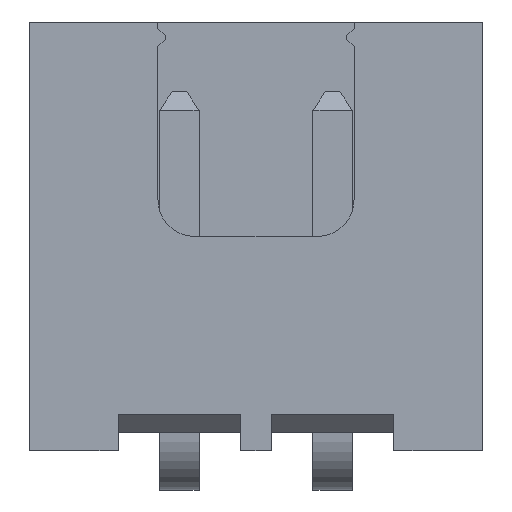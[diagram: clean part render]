
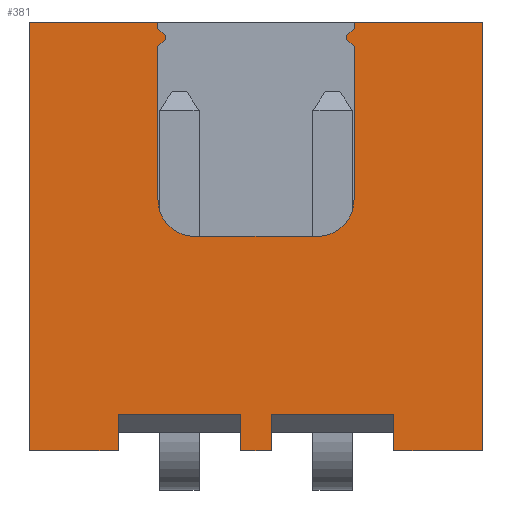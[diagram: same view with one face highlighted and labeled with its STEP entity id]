
A CAD part, front view. The second image highlights one B-rep face of the part: STEP entity #381.
In plain terms, the highlighted planar face has unit normal (0, -1, 0).
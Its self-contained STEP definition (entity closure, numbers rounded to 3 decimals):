
#66 = VERTEX_POINT('',#67);
#67 = CARTESIAN_POINT('',(3.7,-2.875,0.));
#73 = EDGE_CURVE('',#66,#74,#76,.T.);
#74 = VERTEX_POINT('',#75);
#75 = CARTESIAN_POINT('',(3.7,-2.875,7.));
#76 = LINE('',#77,#78);
#77 = CARTESIAN_POINT('',(3.7,-2.875,0.));
#78 = VECTOR('',#79,1.);
#79 = DIRECTION('',(0.,0.,1.));
#337 = EDGE_CURVE('',#338,#66,#340,.T.);
#338 = VERTEX_POINT('',#339);
#339 = CARTESIAN_POINT('',(2.25,-2.875,0.));
#340 = LINE('',#341,#342);
#341 = CARTESIAN_POINT('',(-3.7,-2.875,0.));
#342 = VECTOR('',#343,1.);
#343 = DIRECTION('',(1.,0.,0.));
#381 = ADVANCED_FACE('',(#382),#630,.F.);
#382 = FACE_BOUND('',#383,.F.);
#383 = EDGE_LOOP('',(#384,#394,#402,#411,#417,#418,#419,#427,#435,#443,
    #451,#459,#467,#475,#483,#491,#499,#507,#515,#523,#531,#540,#548,
    #556,#565,#573,#581,#590,#598,#607,#615,#623));
#384 = ORIENTED_EDGE('',*,*,#385,.T.);
#385 = EDGE_CURVE('',#386,#388,#390,.T.);
#386 = VERTEX_POINT('',#387);
#387 = CARTESIAN_POINT('',(1.485,-2.875,6.785));
#388 = VERTEX_POINT('',#389);
#389 = CARTESIAN_POINT('',(1.6,-2.875,6.9));
#390 = LINE('',#391,#392);
#391 = CARTESIAN_POINT('',(1.45,-2.875,6.75));
#392 = VECTOR('',#393,1.);
#393 = DIRECTION('',(0.707,0.,0.707));
#394 = ORIENTED_EDGE('',*,*,#395,.F.);
#395 = EDGE_CURVE('',#396,#388,#398,.T.);
#396 = VERTEX_POINT('',#397);
#397 = CARTESIAN_POINT('',(1.6,-2.875,6.95));
#398 = LINE('',#399,#400);
#399 = CARTESIAN_POINT('',(1.6,-2.875,7.));
#400 = VECTOR('',#401,1.);
#401 = DIRECTION('',(0.,0.,-1.));
#402 = ORIENTED_EDGE('',*,*,#403,.F.);
#403 = EDGE_CURVE('',#404,#396,#406,.T.);
#404 = VERTEX_POINT('',#405);
#405 = CARTESIAN_POINT('',(1.65,-2.875,7.));
#406 = CIRCLE('',#407,0.05);
#407 = AXIS2_PLACEMENT_3D('',#408,#409,#410);
#408 = CARTESIAN_POINT('',(1.65,-2.875,6.95));
#409 = DIRECTION('',(0.,-1.,0.));
#410 = DIRECTION('',(0.,0.,1.));
#411 = ORIENTED_EDGE('',*,*,#412,.T.);
#412 = EDGE_CURVE('',#404,#74,#413,.T.);
#413 = LINE('',#414,#415);
#414 = CARTESIAN_POINT('',(-3.7,-2.875,7.));
#415 = VECTOR('',#416,1.);
#416 = DIRECTION('',(1.,0.,0.));
#417 = ORIENTED_EDGE('',*,*,#73,.F.);
#418 = ORIENTED_EDGE('',*,*,#337,.F.);
#419 = ORIENTED_EDGE('',*,*,#420,.F.);
#420 = EDGE_CURVE('',#421,#338,#423,.T.);
#421 = VERTEX_POINT('',#422);
#422 = CARTESIAN_POINT('',(2.25,-2.875,0.3));
#423 = LINE('',#424,#425);
#424 = CARTESIAN_POINT('',(2.25,-2.875,0.3));
#425 = VECTOR('',#426,1.);
#426 = DIRECTION('',(0.,0.,-1.));
#427 = ORIENTED_EDGE('',*,*,#428,.T.);
#428 = EDGE_CURVE('',#421,#429,#431,.T.);
#429 = VERTEX_POINT('',#430);
#430 = CARTESIAN_POINT('',(2.25,-2.875,0.6));
#431 = LINE('',#432,#433);
#432 = CARTESIAN_POINT('',(2.25,-2.875,0.15));
#433 = VECTOR('',#434,1.);
#434 = DIRECTION('',(0.,0.,1.));
#435 = ORIENTED_EDGE('',*,*,#436,.F.);
#436 = EDGE_CURVE('',#437,#429,#439,.T.);
#437 = VERTEX_POINT('',#438);
#438 = CARTESIAN_POINT('',(0.25,-2.875,0.6));
#439 = LINE('',#440,#441);
#440 = CARTESIAN_POINT('',(0.25,-2.875,0.6));
#441 = VECTOR('',#442,1.);
#442 = DIRECTION('',(1.,0.,0.));
#443 = ORIENTED_EDGE('',*,*,#444,.F.);
#444 = EDGE_CURVE('',#445,#437,#447,.T.);
#445 = VERTEX_POINT('',#446);
#446 = CARTESIAN_POINT('',(0.25,-2.875,0.3));
#447 = LINE('',#448,#449);
#448 = CARTESIAN_POINT('',(0.25,-2.875,0.));
#449 = VECTOR('',#450,1.);
#450 = DIRECTION('',(0.,0.,1.));
#451 = ORIENTED_EDGE('',*,*,#452,.F.);
#452 = EDGE_CURVE('',#453,#445,#455,.T.);
#453 = VERTEX_POINT('',#454);
#454 = CARTESIAN_POINT('',(0.25,-2.875,0.));
#455 = LINE('',#456,#457);
#456 = CARTESIAN_POINT('',(0.25,-2.875,0.));
#457 = VECTOR('',#458,1.);
#458 = DIRECTION('',(0.,0.,1.));
#459 = ORIENTED_EDGE('',*,*,#460,.F.);
#460 = EDGE_CURVE('',#461,#453,#463,.T.);
#461 = VERTEX_POINT('',#462);
#462 = CARTESIAN_POINT('',(-0.25,-2.875,0.));
#463 = LINE('',#464,#465);
#464 = CARTESIAN_POINT('',(-3.7,-2.875,0.));
#465 = VECTOR('',#466,1.);
#466 = DIRECTION('',(1.,0.,0.));
#467 = ORIENTED_EDGE('',*,*,#468,.T.);
#468 = EDGE_CURVE('',#461,#469,#471,.T.);
#469 = VERTEX_POINT('',#470);
#470 = CARTESIAN_POINT('',(-0.25,-2.875,0.3));
#471 = LINE('',#472,#473);
#472 = CARTESIAN_POINT('',(-0.25,-2.875,0.));
#473 = VECTOR('',#474,1.);
#474 = DIRECTION('',(0.,0.,1.));
#475 = ORIENTED_EDGE('',*,*,#476,.T.);
#476 = EDGE_CURVE('',#469,#477,#479,.T.);
#477 = VERTEX_POINT('',#478);
#478 = CARTESIAN_POINT('',(-0.25,-2.875,0.6));
#479 = LINE('',#480,#481);
#480 = CARTESIAN_POINT('',(-0.25,-2.875,0.));
#481 = VECTOR('',#482,1.);
#482 = DIRECTION('',(0.,0.,1.));
#483 = ORIENTED_EDGE('',*,*,#484,.T.);
#484 = EDGE_CURVE('',#477,#485,#487,.T.);
#485 = VERTEX_POINT('',#486);
#486 = CARTESIAN_POINT('',(-2.25,-2.875,0.6));
#487 = LINE('',#488,#489);
#488 = CARTESIAN_POINT('',(-0.25,-2.875,0.6));
#489 = VECTOR('',#490,1.);
#490 = DIRECTION('',(-1.,0.,0.));
#491 = ORIENTED_EDGE('',*,*,#492,.F.);
#492 = EDGE_CURVE('',#493,#485,#495,.T.);
#493 = VERTEX_POINT('',#494);
#494 = CARTESIAN_POINT('',(-2.25,-2.875,0.3));
#495 = LINE('',#496,#497);
#496 = CARTESIAN_POINT('',(-2.25,-2.875,0.15));
#497 = VECTOR('',#498,1.);
#498 = DIRECTION('',(0.,0.,1.));
#499 = ORIENTED_EDGE('',*,*,#500,.T.);
#500 = EDGE_CURVE('',#493,#501,#503,.T.);
#501 = VERTEX_POINT('',#502);
#502 = CARTESIAN_POINT('',(-2.25,-2.875,0.));
#503 = LINE('',#504,#505);
#504 = CARTESIAN_POINT('',(-2.25,-2.875,0.3));
#505 = VECTOR('',#506,1.);
#506 = DIRECTION('',(0.,0.,-1.));
#507 = ORIENTED_EDGE('',*,*,#508,.F.);
#508 = EDGE_CURVE('',#509,#501,#511,.T.);
#509 = VERTEX_POINT('',#510);
#510 = CARTESIAN_POINT('',(-3.7,-2.875,0.));
#511 = LINE('',#512,#513);
#512 = CARTESIAN_POINT('',(-3.7,-2.875,0.));
#513 = VECTOR('',#514,1.);
#514 = DIRECTION('',(1.,0.,0.));
#515 = ORIENTED_EDGE('',*,*,#516,.T.);
#516 = EDGE_CURVE('',#509,#517,#519,.T.);
#517 = VERTEX_POINT('',#518);
#518 = CARTESIAN_POINT('',(-3.7,-2.875,7.));
#519 = LINE('',#520,#521);
#520 = CARTESIAN_POINT('',(-3.7,-2.875,0.));
#521 = VECTOR('',#522,1.);
#522 = DIRECTION('',(0.,0.,1.));
#523 = ORIENTED_EDGE('',*,*,#524,.T.);
#524 = EDGE_CURVE('',#517,#525,#527,.T.);
#525 = VERTEX_POINT('',#526);
#526 = CARTESIAN_POINT('',(-1.65,-2.875,7.));
#527 = LINE('',#528,#529);
#528 = CARTESIAN_POINT('',(-3.7,-2.875,7.));
#529 = VECTOR('',#530,1.);
#530 = DIRECTION('',(1.,0.,0.));
#531 = ORIENTED_EDGE('',*,*,#532,.T.);
#532 = EDGE_CURVE('',#525,#533,#535,.T.);
#533 = VERTEX_POINT('',#534);
#534 = CARTESIAN_POINT('',(-1.6,-2.875,6.95));
#535 = CIRCLE('',#536,0.05);
#536 = AXIS2_PLACEMENT_3D('',#537,#538,#539);
#537 = CARTESIAN_POINT('',(-1.65,-2.875,6.95));
#538 = DIRECTION('',(0.,1.,0.));
#539 = DIRECTION('',(0.,0.,1.));
#540 = ORIENTED_EDGE('',*,*,#541,.T.);
#541 = EDGE_CURVE('',#533,#542,#544,.T.);
#542 = VERTEX_POINT('',#543);
#543 = CARTESIAN_POINT('',(-1.6,-2.875,6.9));
#544 = LINE('',#545,#546);
#545 = CARTESIAN_POINT('',(-1.6,-2.875,7.));
#546 = VECTOR('',#547,1.);
#547 = DIRECTION('',(0.,0.,-1.));
#548 = ORIENTED_EDGE('',*,*,#549,.F.);
#549 = EDGE_CURVE('',#550,#542,#552,.T.);
#550 = VERTEX_POINT('',#551);
#551 = CARTESIAN_POINT('',(-1.485,-2.875,6.785));
#552 = LINE('',#553,#554);
#553 = CARTESIAN_POINT('',(-1.45,-2.875,6.75));
#554 = VECTOR('',#555,1.);
#555 = DIRECTION('',(-0.707,0.,0.707));
#556 = ORIENTED_EDGE('',*,*,#557,.F.);
#557 = EDGE_CURVE('',#558,#550,#560,.T.);
#558 = VERTEX_POINT('',#559);
#559 = CARTESIAN_POINT('',(-1.485,-2.875,6.715));
#560 = CIRCLE('',#561,0.05);
#561 = AXIS2_PLACEMENT_3D('',#562,#563,#564);
#562 = CARTESIAN_POINT('',(-1.521,-2.875,6.75));
#563 = DIRECTION('',(0.,-1.,0.));
#564 = DIRECTION('',(0.,0.,1.));
#565 = ORIENTED_EDGE('',*,*,#566,.T.);
#566 = EDGE_CURVE('',#558,#567,#569,.T.);
#567 = VERTEX_POINT('',#568);
#568 = CARTESIAN_POINT('',(-1.6,-2.875,6.6));
#569 = LINE('',#570,#571);
#570 = CARTESIAN_POINT('',(-1.45,-2.875,6.75));
#571 = VECTOR('',#572,1.);
#572 = DIRECTION('',(-0.707,-0.,-0.707));
#573 = ORIENTED_EDGE('',*,*,#574,.T.);
#574 = EDGE_CURVE('',#567,#575,#577,.T.);
#575 = VERTEX_POINT('',#576);
#576 = CARTESIAN_POINT('',(-1.6,-2.875,4.1));
#577 = LINE('',#578,#579);
#578 = CARTESIAN_POINT('',(-1.6,-2.875,6.6));
#579 = VECTOR('',#580,1.);
#580 = DIRECTION('',(0.,0.,-1.));
#581 = ORIENTED_EDGE('',*,*,#582,.T.);
#582 = EDGE_CURVE('',#575,#583,#585,.T.);
#583 = VERTEX_POINT('',#584);
#584 = CARTESIAN_POINT('',(-1.,-2.875,3.5));
#585 = CIRCLE('',#586,0.6);
#586 = AXIS2_PLACEMENT_3D('',#587,#588,#589);
#587 = CARTESIAN_POINT('',(-1.,-2.875,4.1));
#588 = DIRECTION('',(0.,-1.,0.));
#589 = DIRECTION('',(1.,0.,0.));
#590 = ORIENTED_EDGE('',*,*,#591,.T.);
#591 = EDGE_CURVE('',#583,#592,#594,.T.);
#592 = VERTEX_POINT('',#593);
#593 = CARTESIAN_POINT('',(1.,-2.875,3.5));
#594 = LINE('',#595,#596);
#595 = CARTESIAN_POINT('',(-1.,-2.875,3.5));
#596 = VECTOR('',#597,1.);
#597 = DIRECTION('',(1.,0.,0.));
#598 = ORIENTED_EDGE('',*,*,#599,.T.);
#599 = EDGE_CURVE('',#592,#600,#602,.T.);
#600 = VERTEX_POINT('',#601);
#601 = CARTESIAN_POINT('',(1.6,-2.875,4.1));
#602 = CIRCLE('',#603,0.6);
#603 = AXIS2_PLACEMENT_3D('',#604,#605,#606);
#604 = CARTESIAN_POINT('',(1.,-2.875,4.1));
#605 = DIRECTION('',(0.,-1.,0.));
#606 = DIRECTION('',(1.,0.,0.));
#607 = ORIENTED_EDGE('',*,*,#608,.T.);
#608 = EDGE_CURVE('',#600,#609,#611,.T.);
#609 = VERTEX_POINT('',#610);
#610 = CARTESIAN_POINT('',(1.6,-2.875,6.6));
#611 = LINE('',#612,#613);
#612 = CARTESIAN_POINT('',(1.6,-2.875,4.1));
#613 = VECTOR('',#614,1.);
#614 = DIRECTION('',(0.,0.,1.));
#615 = ORIENTED_EDGE('',*,*,#616,.T.);
#616 = EDGE_CURVE('',#609,#617,#619,.T.);
#617 = VERTEX_POINT('',#618);
#618 = CARTESIAN_POINT('',(1.485,-2.875,6.715));
#619 = LINE('',#620,#621);
#620 = CARTESIAN_POINT('',(1.6,-2.875,6.6));
#621 = VECTOR('',#622,1.);
#622 = DIRECTION('',(-0.707,0.,0.707));
#623 = ORIENTED_EDGE('',*,*,#624,.F.);
#624 = EDGE_CURVE('',#386,#617,#625,.T.);
#625 = CIRCLE('',#626,0.05);
#626 = AXIS2_PLACEMENT_3D('',#627,#628,#629);
#627 = CARTESIAN_POINT('',(1.521,-2.875,6.75));
#628 = DIRECTION('',(0.,-1.,0.));
#629 = DIRECTION('',(0.,0.,1.));
#630 = PLANE('',#631);
#631 = AXIS2_PLACEMENT_3D('',#632,#633,#634);
#632 = CARTESIAN_POINT('',(-3.7,-2.875,0.));
#633 = DIRECTION('',(0.,1.,0.));
#634 = DIRECTION('',(1.,0.,0.));
